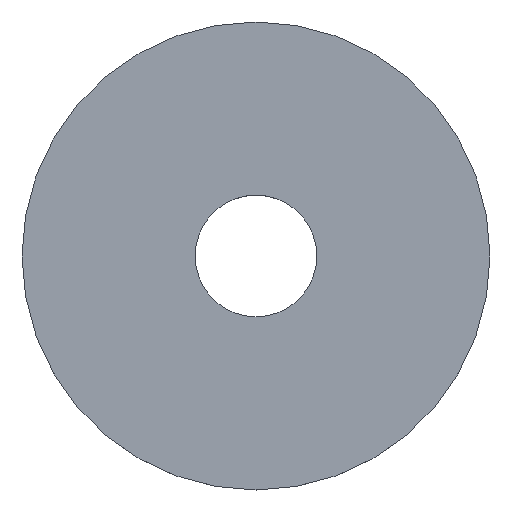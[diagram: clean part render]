
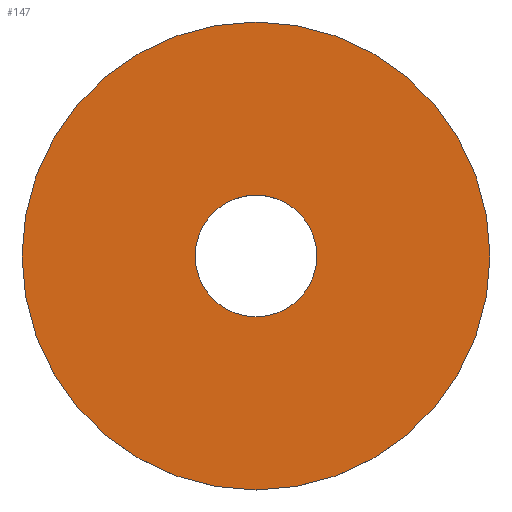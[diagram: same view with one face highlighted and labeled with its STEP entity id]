
A CAD part, top view. The second image highlights one B-rep face of the part: STEP entity #147.
In plain terms, the highlighted planar face has unit normal (0, 0, 1).
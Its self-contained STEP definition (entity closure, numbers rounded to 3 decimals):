
#10 = DIRECTION ( 'NONE',  ( 0., -1., 0. ) ) ;
#16 = EDGE_CURVE ( 'NONE', #154, #154, #33, .T. ) ;
#21 = CARTESIAN_POINT ( 'NONE',  ( 0., 6.5, 1.2 ) ) ;
#29 = DIRECTION ( 'NONE',  ( 0., 0., -1. ) ) ;
#33 = CIRCLE ( 'NONE', #106, 25. ) ;
#35 = ORIENTED_EDGE ( 'NONE', *, *, #16, .F. ) ;
#47 = FACE_BOUND ( 'NONE', #168, .T. ) ;
#54 = CIRCLE ( 'NONE', #137, 6.5 ) ;
#66 = DIRECTION ( 'NONE',  ( 0., 1., 0. ) ) ;
#70 = CARTESIAN_POINT ( 'NONE',  ( 0., 0., 1.2 ) ) ;
#71 = FACE_OUTER_BOUND ( 'NONE', #116, .T. ) ;
#72 = CARTESIAN_POINT ( 'NONE',  ( 0., 0., 1.2 ) ) ;
#96 = CARTESIAN_POINT ( 'NONE',  ( 0., 25., 1.2 ) ) ;
#97 = ORIENTED_EDGE ( 'NONE', *, *, #119, .T. ) ;
#98 = AXIS2_PLACEMENT_3D ( 'NONE', #144, #166, #10 ) ;
#99 = PLANE ( 'NONE',  #98 ) ;
#106 = AXIS2_PLACEMENT_3D ( 'NONE', #72, #29, #129 ) ;
#114 = VERTEX_POINT ( 'NONE', #21 ) ;
#116 = EDGE_LOOP ( 'NONE', ( #35 ) ) ;
#119 = EDGE_CURVE ( 'NONE', #114, #114, #54, .T. ) ;
#126 = DIRECTION ( 'NONE',  ( 0., 0., -1. ) ) ;
#129 = DIRECTION ( 'NONE',  ( 0., 1., 0. ) ) ;
#137 = AXIS2_PLACEMENT_3D ( 'NONE', #70, #126, #66 ) ;
#144 = CARTESIAN_POINT ( 'NONE',  ( 0., 6.5, 1.2 ) ) ;
#147 = ADVANCED_FACE ( 'NONE', ( #47, #71 ), #99, .T. ) ;
#154 = VERTEX_POINT ( 'NONE', #96 ) ;
#166 = DIRECTION ( 'NONE',  ( 0., 0., 1. ) ) ;
#168 = EDGE_LOOP ( 'NONE', ( #97 ) ) ;
